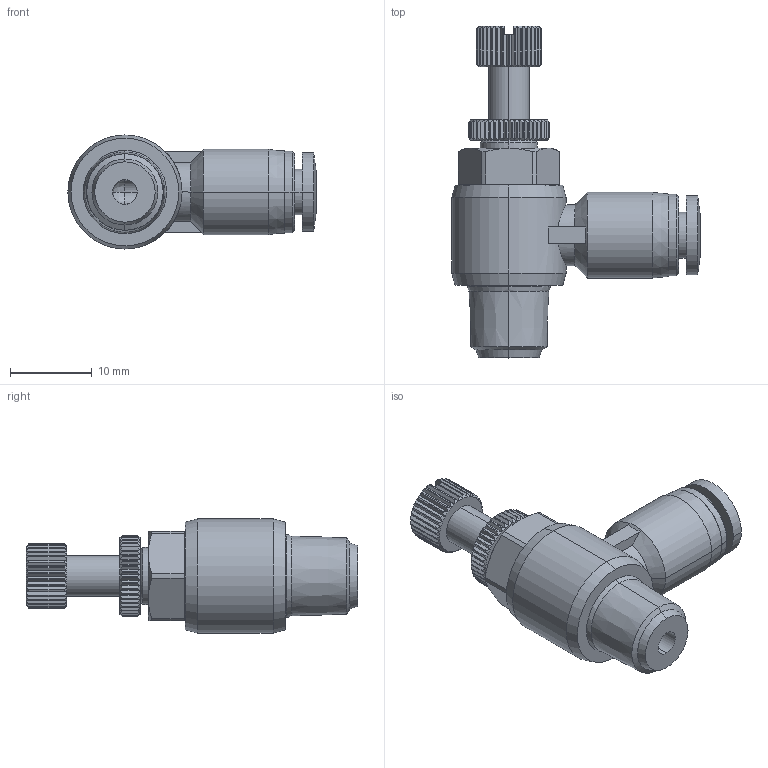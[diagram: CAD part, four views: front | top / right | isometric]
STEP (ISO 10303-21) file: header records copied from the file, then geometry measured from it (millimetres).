
FILE_DESCRIPTION (( 'STEP AP214' ), '1' );
FILE_NAME ('FVR4M-18R.step', '2016-02-24T20:34:38', ( '' ), ( '' ), 'SwSTEP 2.0', 'SolidWorks 2015', '' );
FILE_SCHEMA (( 'AUTOMOTIVE_DESIGN' ));
Length unit declared in the file: inch
Products named in the file (1): FVR4M-18R
Bounding box: 30.45 x 40.7 x 14 mm (x, y, z)
Volume: 4412.5 mm3; surface area: 2855.6 mm2
Topology: 1 solids, 1 shells, 492 faces, 1092 edges, 613 vertices
Faces by surface type: plane 189, cone 184, cylinder 113, bspline 4, torus 2
Entity records: 20183 total; most frequent: CARTESIAN_POINT 3393, ORIENTED_EDGE 2180, DIRECTION 2147, EDGE_CURVE 1090, AXIS2_PLACEMENT_3D 909, VERTEX_POINT 613, EDGE_LOOP 507, DIMENSIONAL_EXPONENTS 495
